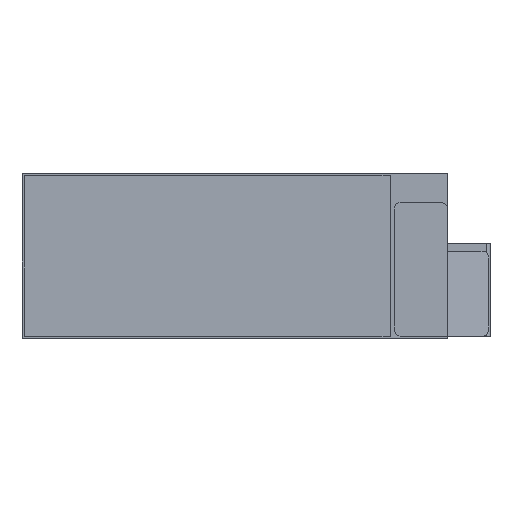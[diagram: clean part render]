
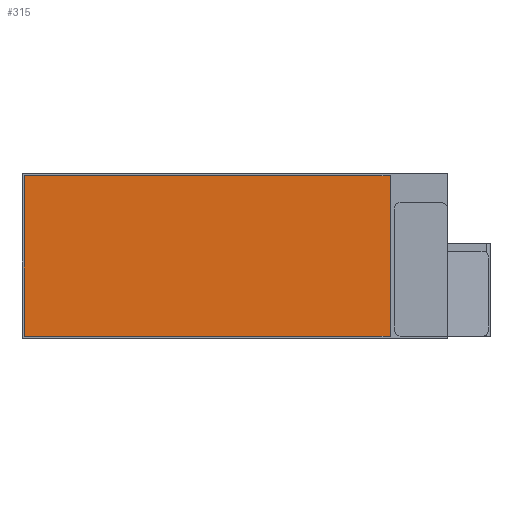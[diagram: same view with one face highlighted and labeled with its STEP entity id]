
A CAD part, top view. The second image highlights one B-rep face of the part: STEP entity #315.
In plain terms, the highlighted planar face has unit normal (0, 0, 1).
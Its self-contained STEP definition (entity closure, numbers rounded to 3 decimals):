
#315 = ADVANCED_FACE('',(#316),#350,.T.);
#316 = FACE_BOUND('',#317,.T.);
#317 = EDGE_LOOP('',(#318,#328,#336,#344));
#318 = ORIENTED_EDGE('',*,*,#319,.T.);
#319 = EDGE_CURVE('',#320,#322,#324,.T.);
#320 = VERTEX_POINT('',#321);
#321 = CARTESIAN_POINT('',(25.95,-0.1,2.61));
#322 = VERTEX_POINT('',#323);
#323 = CARTESIAN_POINT('',(0.15,-0.1,2.61));
#324 = LINE('',#325,#326);
#325 = CARTESIAN_POINT('',(0.15,-0.1,2.61));
#326 = VECTOR('',#327,1.);
#327 = DIRECTION('',(-1.,0.,0.));
#328 = ORIENTED_EDGE('',*,*,#329,.T.);
#329 = EDGE_CURVE('',#322,#330,#332,.T.);
#330 = VERTEX_POINT('',#331);
#331 = CARTESIAN_POINT('',(0.15,-11.4,2.61));
#332 = LINE('',#333,#334);
#333 = CARTESIAN_POINT('',(0.15,-11.4,2.61));
#334 = VECTOR('',#335,1.);
#335 = DIRECTION('',(0.,-1.,0.));
#336 = ORIENTED_EDGE('',*,*,#337,.T.);
#337 = EDGE_CURVE('',#330,#338,#340,.T.);
#338 = VERTEX_POINT('',#339);
#339 = CARTESIAN_POINT('',(25.95,-11.4,2.61));
#340 = LINE('',#341,#342);
#341 = CARTESIAN_POINT('',(25.95,-11.4,2.61));
#342 = VECTOR('',#343,1.);
#343 = DIRECTION('',(1.,0.,0.));
#344 = ORIENTED_EDGE('',*,*,#345,.T.);
#345 = EDGE_CURVE('',#338,#320,#346,.T.);
#346 = LINE('',#347,#348);
#347 = CARTESIAN_POINT('',(25.95,-0.1,2.61));
#348 = VECTOR('',#349,1.);
#349 = DIRECTION('',(0.,1.,0.));
#350 = PLANE('',#351);
#351 = AXIS2_PLACEMENT_3D('',#352,#353,#354);
#352 = CARTESIAN_POINT('',(13.05,-5.75,2.61));
#353 = DIRECTION('',(0.,0.,1.));
#354 = DIRECTION('',(1.,0.,0.));
